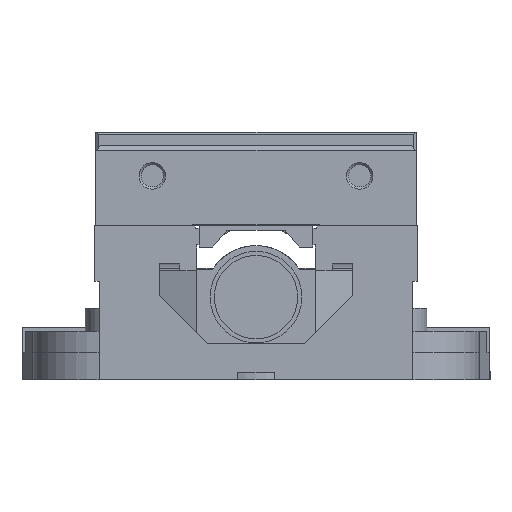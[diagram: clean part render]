
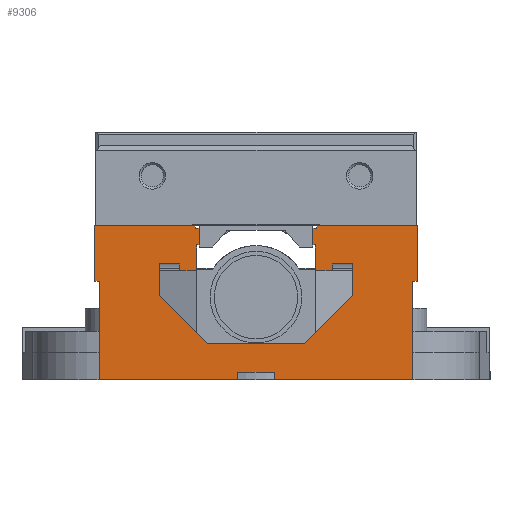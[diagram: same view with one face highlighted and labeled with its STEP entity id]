
A CAD part, left-side view. The second image highlights one B-rep face of the part: STEP entity #9306.
In plain terms, the highlighted planar face has unit normal (-1, 0, 0).
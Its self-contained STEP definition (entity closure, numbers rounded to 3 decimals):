
#723=LINE($,#14827,#1583);
#753=LINE($,#14891,#1613);
#918=LINE($,#15362,#1778);
#930=LINE($,#15387,#1790);
#935=LINE($,#15397,#1795);
#938=LINE($,#15403,#1798);
#940=LINE($,#15407,#1800);
#941=LINE($,#15409,#1801);
#942=LINE($,#15411,#1802);
#943=LINE($,#15413,#1803);
#944=LINE($,#15415,#1804);
#945=LINE($,#15417,#1805);
#946=LINE($,#15419,#1806);
#947=LINE($,#15420,#1807);
#948=LINE($,#15421,#1808);
#949=LINE($,#15423,#1809);
#950=LINE($,#15425,#1810);
#951=LINE($,#15427,#1811);
#952=LINE($,#15429,#1812);
#953=LINE($,#15430,#1813);
#954=LINE($,#15431,#1814);
#955=LINE($,#15433,#1815);
#956=LINE($,#15435,#1816);
#957=LINE($,#15437,#1817);
#958=LINE($,#15439,#1818);
#959=LINE($,#15441,#1819);
#960=LINE($,#15443,#1820);
#961=LINE($,#15445,#1821);
#962=LINE($,#15447,#1822);
#963=LINE($,#15449,#1823);
#964=LINE($,#15451,#1824);
#965=LINE($,#15453,#1825);
#966=LINE($,#15455,#1826);
#967=LINE($,#15456,#1827);
#1583=VECTOR($,#11557,46.73);
#1613=VECTOR($,#11595,46.73);
#1778=VECTOR($,#12056,26.3);
#1790=VECTOR($,#12070,26.3);
#1795=VECTOR($,#12077,3.3);
#1798=VECTOR($,#12082,9.75);
#1800=VECTOR($,#12086,15.03);
#1801=VECTOR($,#12087,8.);
#1802=VECTOR($,#12088,12.3);
#1803=VECTOR($,#12089,1.2);
#1804=VECTOR($,#12090,8.);
#1805=VECTOR($,#12091,1.7);
#1806=VECTOR($,#12092,1.);
#1807=VECTOR($,#12093,47.75);
#1808=VECTOR($,#12094,2.);
#1809=VECTOR($,#12095,65.762);
#1810=VECTOR($,#12096,3.6);
#1811=VECTOR($,#12097,17.475);
#1812=VECTOR($,#12098,3.6);
#1813=VECTOR($,#12099,65.762);
#1814=VECTOR($,#12100,2.);
#1815=VECTOR($,#12101,47.75);
#1816=VECTOR($,#12102,1.);
#1817=VECTOR($,#12103,1.7);
#1818=VECTOR($,#12104,8.);
#1819=VECTOR($,#12105,1.2);
#1820=VECTOR($,#12106,12.3);
#1821=VECTOR($,#12107,8.);
#1822=VECTOR($,#12108,3.3);
#1823=VECTOR($,#12109,9.75);
#1824=VECTOR($,#12110,15.03);
#1825=VECTOR($,#12111,32.527);
#1826=VECTOR($,#12112,46.);
#1827=VECTOR($,#12113,32.527);
#2339=PLANE($,#10103);
#2959=FACE_OUTER_BOUND($,#3602,.T.);
#3602=EDGE_LOOP($,(#7758,#7759,#7760,#7761,#7762,#7763,#7764,#7765,#7766,
#7767,#7768,#7769,#7770,#7771,#7772,#7773,#7774,#7775,#7776,#7777,#7778,
#7779,#7780,#7781,#7782,#7783,#7784,#7785,#7786,#7787,#7788,#7789,#7790,
#7791));
#4564=VERTEX_POINT($,#14824);
#4565=VERTEX_POINT($,#14826);
#4594=VERTEX_POINT($,#14888);
#4595=VERTEX_POINT($,#14890);
#4752=VERTEX_POINT($,#15359);
#4753=VERTEX_POINT($,#15361);
#4764=VERTEX_POINT($,#15384);
#4765=VERTEX_POINT($,#15386);
#4768=VERTEX_POINT($,#15394);
#4769=VERTEX_POINT($,#15396);
#4771=VERTEX_POINT($,#15402);
#4772=VERTEX_POINT($,#15406);
#4773=VERTEX_POINT($,#15408);
#4774=VERTEX_POINT($,#15410);
#4775=VERTEX_POINT($,#15412);
#4776=VERTEX_POINT($,#15414);
#4777=VERTEX_POINT($,#15416);
#4778=VERTEX_POINT($,#15418);
#4779=VERTEX_POINT($,#15422);
#4780=VERTEX_POINT($,#15424);
#4781=VERTEX_POINT($,#15426);
#4782=VERTEX_POINT($,#15428);
#4783=VERTEX_POINT($,#15432);
#4784=VERTEX_POINT($,#15434);
#4785=VERTEX_POINT($,#15436);
#4786=VERTEX_POINT($,#15438);
#4787=VERTEX_POINT($,#15440);
#4788=VERTEX_POINT($,#15442);
#4789=VERTEX_POINT($,#15444);
#4790=VERTEX_POINT($,#15446);
#4791=VERTEX_POINT($,#15448);
#4792=VERTEX_POINT($,#15450);
#4793=VERTEX_POINT($,#15452);
#4794=VERTEX_POINT($,#15454);
#5572=EDGE_CURVE($,#4564,#4565,#723,.T.);
#5604=EDGE_CURVE($,#4595,#4594,#753,.T.);
#5838=EDGE_CURVE($,#4753,#4752,#918,.T.);
#5850=EDGE_CURVE($,#4764,#4765,#930,.T.);
#5855=EDGE_CURVE($,#4769,#4768,#935,.T.);
#5858=EDGE_CURVE($,#4771,#4769,#938,.T.);
#5860=EDGE_CURVE($,#4772,#4771,#940,.T.);
#5861=EDGE_CURVE($,#4768,#4773,#941,.T.);
#5862=EDGE_CURVE($,#4773,#4774,#942,.T.);
#5863=EDGE_CURVE($,#4774,#4775,#943,.T.);
#5864=EDGE_CURVE($,#4775,#4776,#944,.T.);
#5865=EDGE_CURVE($,#4776,#4777,#945,.T.);
#5866=EDGE_CURVE($,#4777,#4778,#946,.T.);
#5867=EDGE_CURVE($,#4778,#4753,#947,.T.);
#5868=EDGE_CURVE($,#4752,#4595,#948,.T.);
#5869=EDGE_CURVE($,#4594,#4779,#949,.T.);
#5870=EDGE_CURVE($,#4779,#4780,#950,.T.);
#5871=EDGE_CURVE($,#4780,#4781,#951,.T.);
#5872=EDGE_CURVE($,#4781,#4782,#952,.T.);
#5873=EDGE_CURVE($,#4782,#4565,#953,.T.);
#5874=EDGE_CURVE($,#4765,#4564,#954,.T.);
#5875=EDGE_CURVE($,#4783,#4764,#955,.T.);
#5876=EDGE_CURVE($,#4783,#4784,#956,.T.);
#5877=EDGE_CURVE($,#4784,#4785,#957,.T.);
#5878=EDGE_CURVE($,#4786,#4785,#958,.T.);
#5879=EDGE_CURVE($,#4787,#4786,#959,.T.);
#5880=EDGE_CURVE($,#4788,#4787,#960,.T.);
#5881=EDGE_CURVE($,#4789,#4788,#961,.T.);
#5882=EDGE_CURVE($,#4789,#4790,#962,.T.);
#5883=EDGE_CURVE($,#4790,#4791,#963,.T.);
#5884=EDGE_CURVE($,#4791,#4792,#964,.T.);
#5885=EDGE_CURVE($,#4793,#4792,#965,.T.);
#5886=EDGE_CURVE($,#4794,#4793,#966,.T.);
#5887=EDGE_CURVE($,#4794,#4772,#967,.T.);
#7758=ORIENTED_EDGE($,*,*,#5860,.T.);
#7759=ORIENTED_EDGE($,*,*,#5858,.T.);
#7760=ORIENTED_EDGE($,*,*,#5855,.T.);
#7761=ORIENTED_EDGE($,*,*,#5861,.T.);
#7762=ORIENTED_EDGE($,*,*,#5862,.T.);
#7763=ORIENTED_EDGE($,*,*,#5863,.T.);
#7764=ORIENTED_EDGE($,*,*,#5864,.T.);
#7765=ORIENTED_EDGE($,*,*,#5865,.T.);
#7766=ORIENTED_EDGE($,*,*,#5866,.T.);
#7767=ORIENTED_EDGE($,*,*,#5867,.T.);
#7768=ORIENTED_EDGE($,*,*,#5838,.T.);
#7769=ORIENTED_EDGE($,*,*,#5868,.T.);
#7770=ORIENTED_EDGE($,*,*,#5604,.T.);
#7771=ORIENTED_EDGE($,*,*,#5869,.T.);
#7772=ORIENTED_EDGE($,*,*,#5870,.T.);
#7773=ORIENTED_EDGE($,*,*,#5871,.T.);
#7774=ORIENTED_EDGE($,*,*,#5872,.T.);
#7775=ORIENTED_EDGE($,*,*,#5873,.T.);
#7776=ORIENTED_EDGE($,*,*,#5572,.F.);
#7777=ORIENTED_EDGE($,*,*,#5874,.F.);
#7778=ORIENTED_EDGE($,*,*,#5850,.F.);
#7779=ORIENTED_EDGE($,*,*,#5875,.F.);
#7780=ORIENTED_EDGE($,*,*,#5876,.T.);
#7781=ORIENTED_EDGE($,*,*,#5877,.T.);
#7782=ORIENTED_EDGE($,*,*,#5878,.F.);
#7783=ORIENTED_EDGE($,*,*,#5879,.F.);
#7784=ORIENTED_EDGE($,*,*,#5880,.F.);
#7785=ORIENTED_EDGE($,*,*,#5881,.F.);
#7786=ORIENTED_EDGE($,*,*,#5882,.T.);
#7787=ORIENTED_EDGE($,*,*,#5883,.T.);
#7788=ORIENTED_EDGE($,*,*,#5884,.T.);
#7789=ORIENTED_EDGE($,*,*,#5885,.F.);
#7790=ORIENTED_EDGE($,*,*,#5886,.F.);
#7791=ORIENTED_EDGE($,*,*,#5887,.T.);
#9306=ADVANCED_FACE($,(#2959),#2339,.T.);
#10103=AXIS2_PLACEMENT_3D($,#15405,#12084,#12085);
#11557=DIRECTION($,(0.,0.,-1.));
#11595=DIRECTION($,(0.,0.,-1.));
#12056=DIRECTION($,(0.,0.,-1.));
#12070=DIRECTION($,(0.,0.,-1.));
#12077=DIRECTION($,(0.,0.,-1.));
#12082=DIRECTION($,(0.,-1.,0.));
#12084=DIRECTION('center_axis',(-1.,0.,0.));
#12085=DIRECTION('ref_axis',(0.,0.,1.));
#12086=DIRECTION($,(0.,0.,1.));
#12087=DIRECTION($,(0.,-1.,0.));
#12088=DIRECTION($,(0.,0.,1.));
#12089=DIRECTION($,(0.,-1.,0.));
#12090=DIRECTION($,(0.,0.,1.));
#12091=DIRECTION($,(0.,1.,0.));
#12092=DIRECTION($,(0.,0.,1.));
#12093=DIRECTION($,(0.,1.,0.));
#12094=DIRECTION($,(0.,-1.,0.));
#12095=DIRECTION($,(0.,-1.,0.));
#12096=DIRECTION($,(0.,0.,1.));
#12097=DIRECTION($,(0.,-1.,0.));
#12098=DIRECTION($,(0.,0.,-1.));
#12099=DIRECTION($,(0.,-1.,0.));
#12100=DIRECTION($,(0.,1.,0.));
#12101=DIRECTION($,(0.,-1.,0.));
#12102=DIRECTION($,(0.,0.,-1.));
#12103=DIRECTION($,(0.,1.,0.));
#12104=DIRECTION($,(0.,0.,1.));
#12105=DIRECTION($,(0.,1.,0.));
#12106=DIRECTION($,(0.,0.,1.));
#12107=DIRECTION($,(0.,1.,0.));
#12108=DIRECTION($,(0.,0.,1.));
#12109=DIRECTION($,(0.,-1.,0.));
#12110=DIRECTION($,(0.,0.,-1.));
#12111=DIRECTION($,(0.,-0.707,0.707));
#12112=DIRECTION($,(0.,-1.,0.));
#12113=DIRECTION($,(0.,0.707,0.707));
#14824=CARTESIAN_POINT('',(-217.5,-74.5,7.5));
#14826=CARTESIAN_POINT('',(-217.5,-74.5,-39.23));
#14827=CARTESIAN_POINT($,(-217.5,-74.5,7.5));
#14888=CARTESIAN_POINT('',(-217.5,74.5,-39.23));
#14890=CARTESIAN_POINT('',(-217.5,74.5,7.5));
#14891=CARTESIAN_POINT($,(-217.5,74.5,7.5));
#15359=CARTESIAN_POINT('',(-217.5,76.5,7.5));
#15361=CARTESIAN_POINT('',(-217.5,76.5,33.8));
#15362=CARTESIAN_POINT($,(-217.5,76.5,33.8));
#15384=CARTESIAN_POINT('',(-217.5,-76.5,33.8));
#15386=CARTESIAN_POINT('',(-217.5,-76.5,7.5));
#15387=CARTESIAN_POINT($,(-217.5,-76.5,33.8));
#15394=CARTESIAN_POINT('',(-217.5,36.25,12.5));
#15396=CARTESIAN_POINT('',(-217.5,36.25,15.8));
#15397=CARTESIAN_POINT($,(-217.5,36.25,15.8));
#15402=CARTESIAN_POINT('',(-217.5,46.,15.8));
#15403=CARTESIAN_POINT($,(-217.5,46.,15.8));
#15405=CARTESIAN_POINT('Origin',(-217.5,-45.32,-7.031));
#15406=CARTESIAN_POINT('',(-217.5,46.,0.77));
#15407=CARTESIAN_POINT($,(-217.5,46.,0.77));
#15408=CARTESIAN_POINT('',(-217.5,28.25,12.5));
#15409=CARTESIAN_POINT($,(-217.5,36.25,12.5));
#15410=CARTESIAN_POINT('',(-217.5,28.25,24.8));
#15411=CARTESIAN_POINT($,(-217.5,28.25,12.5));
#15412=CARTESIAN_POINT('',(-217.5,27.05,24.8));
#15413=CARTESIAN_POINT($,(-217.5,28.25,24.8));
#15414=CARTESIAN_POINT('',(-217.5,27.05,32.8));
#15415=CARTESIAN_POINT($,(-217.5,27.05,24.8));
#15416=CARTESIAN_POINT('',(-217.5,28.75,32.8));
#15417=CARTESIAN_POINT($,(-217.5,27.05,32.8));
#15418=CARTESIAN_POINT('',(-217.5,28.75,33.8));
#15419=CARTESIAN_POINT($,(-217.5,28.75,32.8));
#15420=CARTESIAN_POINT($,(-217.5,28.75,33.8));
#15421=CARTESIAN_POINT($,(-217.5,76.5,7.5));
#15422=CARTESIAN_POINT('',(-217.5,8.738,-39.23));
#15423=CARTESIAN_POINT($,(-217.5,74.5,-39.23));
#15424=CARTESIAN_POINT('',(-217.5,8.738,-35.63));
#15425=CARTESIAN_POINT($,(-217.5,8.738,-39.23));
#15426=CARTESIAN_POINT('',(-217.5,-8.738,-35.63));
#15427=CARTESIAN_POINT($,(-217.5,8.738,-35.63));
#15428=CARTESIAN_POINT('',(-217.5,-8.738,-39.23));
#15429=CARTESIAN_POINT($,(-217.5,-8.738,-35.63));
#15430=CARTESIAN_POINT($,(-217.5,-8.738,-39.23));
#15431=CARTESIAN_POINT($,(-217.5,-76.5,7.5));
#15432=CARTESIAN_POINT('',(-217.5,-28.75,33.8));
#15433=CARTESIAN_POINT($,(-217.5,-28.75,33.8));
#15434=CARTESIAN_POINT('',(-217.5,-28.75,32.8));
#15435=CARTESIAN_POINT($,(-217.5,-28.75,33.8));
#15436=CARTESIAN_POINT('',(-217.5,-27.05,32.8));
#15437=CARTESIAN_POINT($,(-217.5,-28.75,32.8));
#15438=CARTESIAN_POINT('',(-217.5,-27.05,24.8));
#15439=CARTESIAN_POINT($,(-217.5,-27.05,24.8));
#15440=CARTESIAN_POINT('',(-217.5,-28.25,24.8));
#15441=CARTESIAN_POINT($,(-217.5,-28.25,24.8));
#15442=CARTESIAN_POINT('',(-217.5,-28.25,12.5));
#15443=CARTESIAN_POINT($,(-217.5,-28.25,12.5));
#15444=CARTESIAN_POINT('',(-217.5,-36.25,12.5));
#15445=CARTESIAN_POINT($,(-217.5,-36.25,12.5));
#15446=CARTESIAN_POINT('',(-217.5,-36.25,15.8));
#15447=CARTESIAN_POINT($,(-217.5,-36.25,12.5));
#15448=CARTESIAN_POINT('',(-217.5,-46.,15.8));
#15449=CARTESIAN_POINT($,(-217.5,-36.25,15.8));
#15450=CARTESIAN_POINT('',(-217.5,-46.,0.77));
#15451=CARTESIAN_POINT($,(-217.5,-46.,15.8));
#15452=CARTESIAN_POINT('',(-217.5,-23.,-22.23));
#15453=CARTESIAN_POINT($,(-217.5,-23.,-22.23));
#15454=CARTESIAN_POINT('',(-217.5,23.,-22.23));
#15455=CARTESIAN_POINT($,(-217.5,23.,-22.23));
#15456=CARTESIAN_POINT($,(-217.5,23.,-22.23));
